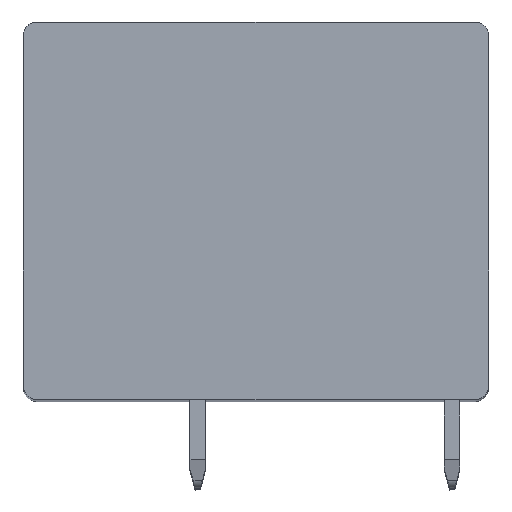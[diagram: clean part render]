
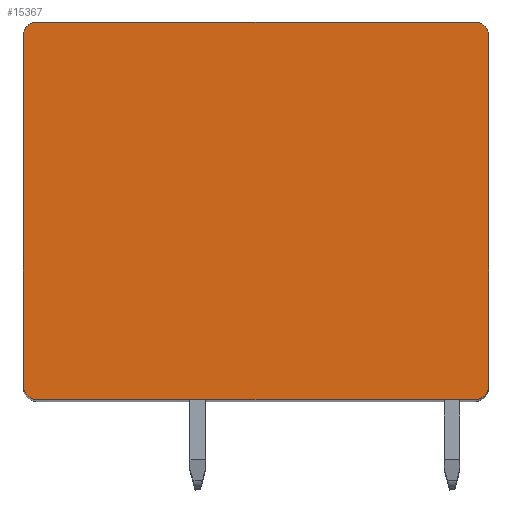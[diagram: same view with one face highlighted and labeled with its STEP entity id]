
A CAD part, top view. The second image highlights one B-rep face of the part: STEP entity #15367.
In plain terms, the highlighted planar face has unit normal (0, 0, 1).
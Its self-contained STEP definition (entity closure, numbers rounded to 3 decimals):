
#5834=CARTESIAN_POINT('',(-11.375,9.1,5.55));
#5835=DIRECTION('',(0.,0.,1.));
#5836=DIRECTION('',(0.,1.,0.));
#5837=AXIS2_PLACEMENT_3D('',#5834,#5835,#5836);
#5839=DIRECTION('',(-1.,0.,0.));
#5840=VECTOR('',#5839,22.75);
#5841=CARTESIAN_POINT('',(11.375,9.8,5.55));
#5842=LINE('',#5841,#5840);
#5843=CARTESIAN_POINT('',(11.375,9.1,5.55));
#5844=DIRECTION('',(0.,0.,1.));
#5845=DIRECTION('',(1.,0.,0.));
#5846=AXIS2_PLACEMENT_3D('',#5843,#5844,#5845);
#5848=DIRECTION('',(0.,1.,0.));
#5849=VECTOR('',#5848,18.2);
#5850=CARTESIAN_POINT('',(12.075,-9.1,5.55));
#5851=LINE('',#5850,#5849);
#5852=CARTESIAN_POINT('',(11.375,-9.1,5.55));
#5853=DIRECTION('',(0.,0.,1.));
#5854=DIRECTION('',(0.,-1.,0.));
#5855=AXIS2_PLACEMENT_3D('',#5852,#5853,#5854);
#5857=DIRECTION('',(1.,0.,0.));
#5858=VECTOR('',#5857,22.75);
#5859=CARTESIAN_POINT('',(-11.375,-9.8,5.55));
#5860=LINE('',#5859,#5858);
#5861=CARTESIAN_POINT('',(-11.375,-9.1,5.55));
#5862=DIRECTION('',(0.,0.,1.));
#5863=DIRECTION('',(-1.,0.,0.));
#5864=AXIS2_PLACEMENT_3D('',#5861,#5862,#5863);
#5866=DIRECTION('',(0.,-1.,0.));
#5867=VECTOR('',#5866,18.2);
#5868=CARTESIAN_POINT('',(-12.075,9.1,5.55));
#5869=LINE('',#5868,#5867);
#6893=CARTESIAN_POINT('',(-11.375,9.8,5.55));
#6894=CARTESIAN_POINT('',(-12.075,9.1,5.55));
#6895=VERTEX_POINT('',#6893);
#6896=VERTEX_POINT('',#6894);
#6901=CARTESIAN_POINT('',(12.075,9.1,5.55));
#6902=VERTEX_POINT('',#6901);
#6903=CARTESIAN_POINT('',(11.375,9.8,5.55));
#6904=VERTEX_POINT('',#6903);
#6909=CARTESIAN_POINT('',(11.375,-9.8,5.55));
#6910=VERTEX_POINT('',#6909);
#6911=CARTESIAN_POINT('',(12.075,-9.1,5.55));
#6912=VERTEX_POINT('',#6911);
#6917=CARTESIAN_POINT('',(-12.075,-9.1,5.55));
#6918=VERTEX_POINT('',#6917);
#6919=CARTESIAN_POINT('',(-11.375,-9.8,5.55));
#6920=VERTEX_POINT('',#6919);
#15352=CARTESIAN_POINT('',(0.,0.,5.55));
#15353=DIRECTION('',(0.,0.,1.));
#15354=DIRECTION('',(1.,0.,0.));
#15355=AXIS2_PLACEMENT_3D('',#15352,#15353,#15354);
#15356=PLANE('',#15355);
#15357=ORIENTED_EDGE('',*,*,#8476,.F.);
#15358=ORIENTED_EDGE('',*,*,#8538,.F.);
#15359=ORIENTED_EDGE('',*,*,#8795,.F.);
#15360=ORIENTED_EDGE('',*,*,#8810,.F.);
#15361=ORIENTED_EDGE('',*,*,#8823,.F.);
#15362=ORIENTED_EDGE('',*,*,#8838,.F.);
#15363=ORIENTED_EDGE('',*,*,#10895,.F.);
#15364=ORIENTED_EDGE('',*,*,#10907,.F.);
#15365=EDGE_LOOP('',(#15357,#15358,#15359,#15360,#15361,#15362,#15363,#15364));
#15366=FACE_OUTER_BOUND('',#15365,.F.);
#5838=CIRCLE('',#5837,0.7);
#5847=CIRCLE('',#5846,0.7);
#5856=CIRCLE('',#5855,0.7);
#5865=CIRCLE('',#5864,0.7);
#8476=EDGE_CURVE('',#6895,#6896,#5838,.T.);
#8538=EDGE_CURVE('',#6904,#6895,#5842,.T.);
#8795=EDGE_CURVE('',#6902,#6904,#5847,.T.);
#8810=EDGE_CURVE('',#6912,#6902,#5851,.T.);
#8823=EDGE_CURVE('',#6910,#6912,#5856,.T.);
#8838=EDGE_CURVE('',#6920,#6910,#5860,.T.);
#10895=EDGE_CURVE('',#6918,#6920,#5865,.T.);
#10907=EDGE_CURVE('',#6896,#6918,#5869,.T.);
#15367=ADVANCED_FACE('',(#15366),#15356,.T.);
